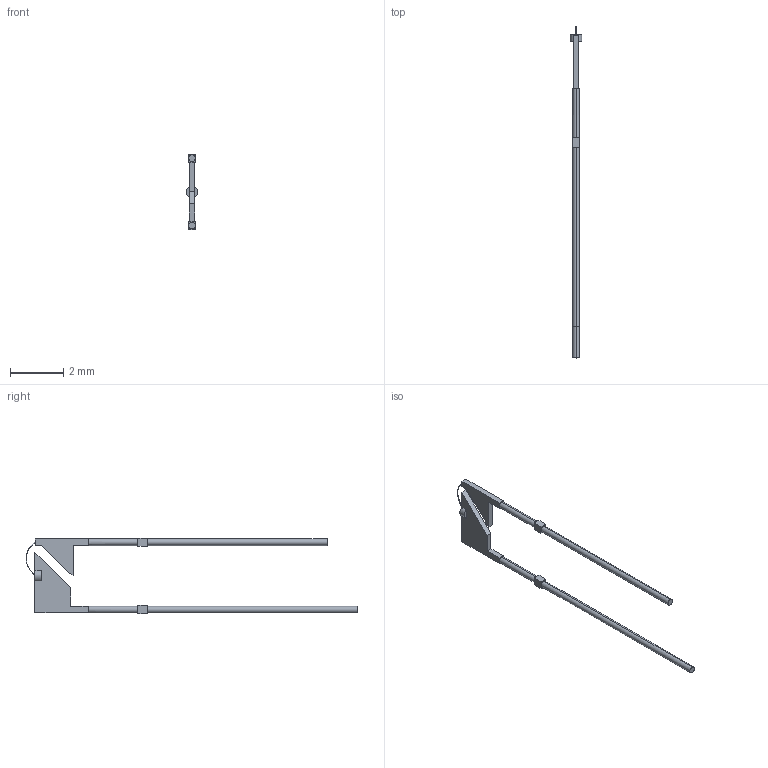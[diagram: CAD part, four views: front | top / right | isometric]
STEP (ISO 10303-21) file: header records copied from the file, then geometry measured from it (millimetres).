
FILE_DESCRIPTION (( 'STEP AP214' ), '1' );
FILE_NAME ('led bottom.STEP', '2017-10-15T20:53:26', ( '' ), ( '' ), 'SwSTEP 2.0', 'SolidWorks 2016', '' );
FILE_SCHEMA (( 'AUTOMOTIVE_DESIGN' ));
Length unit declared in the file: metre
Products named in the file (1): led bottom
Bounding box: 0.43 x 12.51 x 2.86 mm (x, y, z)
Volume: 1.7 mm3; surface area: 25.9 mm2
Topology: 3 solids, 3 shells, 68 faces, 160 edges, 98 vertices
Faces by surface type: plane 54, cylinder 10, sphere 2, bspline 2
Entity records: 2048 total; most frequent: CARTESIAN_POINT 444, DIRECTION 327, ORIENTED_EDGE 312, EDGE_CURVE 156, LINE 111, VECTOR 111, AXIS2_PLACEMENT_3D 108, VERTEX_POINT 96
